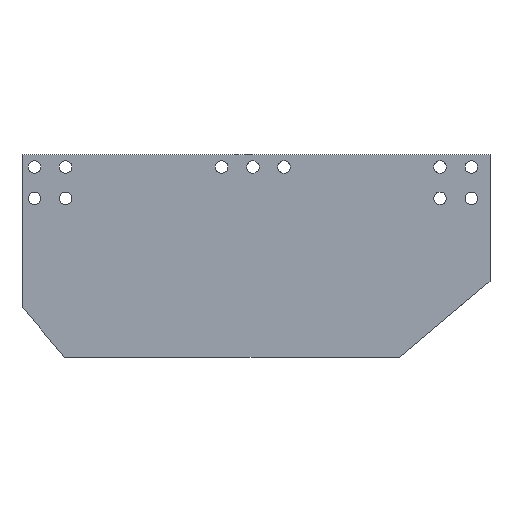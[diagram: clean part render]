
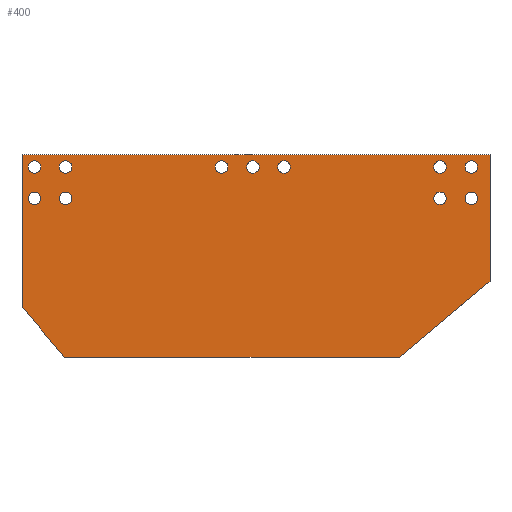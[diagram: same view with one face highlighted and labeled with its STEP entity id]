
A CAD part, top view. The second image highlights one B-rep face of the part: STEP entity #400.
In plain terms, the highlighted planar face has unit normal (0, 0, 1).
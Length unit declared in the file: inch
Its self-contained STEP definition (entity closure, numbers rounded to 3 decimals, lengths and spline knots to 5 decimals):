
#15=FACE_BOUND('',#82,.T.);
#16=FACE_BOUND('',#83,.T.);
#17=FACE_BOUND('',#84,.T.);
#18=FACE_BOUND('',#85,.T.);
#19=FACE_BOUND('',#86,.T.);
#20=FACE_BOUND('',#87,.T.);
#21=FACE_BOUND('',#88,.T.);
#22=FACE_BOUND('',#89,.T.);
#23=FACE_BOUND('',#90,.T.);
#24=FACE_BOUND('',#91,.T.);
#25=FACE_BOUND('',#92,.T.);
#43=PLANE('',#463);
#62=FACE_OUTER_BOUND('',#81,.T.);
#81=EDGE_LOOP('',(#338,#339,#340,#341,#342,#343));
#82=EDGE_LOOP('',(#344));
#83=EDGE_LOOP('',(#345));
#84=EDGE_LOOP('',(#346));
#85=EDGE_LOOP('',(#347));
#86=EDGE_LOOP('',(#348));
#87=EDGE_LOOP('',(#349));
#88=EDGE_LOOP('',(#350));
#89=EDGE_LOOP('',(#351));
#90=EDGE_LOOP('',(#352));
#91=EDGE_LOOP('',(#353));
#92=EDGE_LOOP('',(#354));
#118=LINE('',#652,#147);
#121=LINE('',#658,#150);
#124=LINE('',#664,#153);
#127=LINE('',#670,#156);
#130=LINE('',#676,#159);
#133=LINE('',#680,#162);
#147=VECTOR('',#548,0.3937);
#150=VECTOR('',#553,0.3937);
#153=VECTOR('',#558,0.3937);
#156=VECTOR('',#563,0.3937);
#159=VECTOR('',#568,0.3937);
#162=VECTOR('',#573,0.3937);
#163=CIRCLE('',#425,0.1);
#165=CIRCLE('',#428,0.1);
#167=CIRCLE('',#431,0.1);
#169=CIRCLE('',#434,0.1);
#171=CIRCLE('',#437,0.1);
#173=CIRCLE('',#440,0.1);
#175=CIRCLE('',#443,0.1);
#177=CIRCLE('',#446,0.1);
#179=CIRCLE('',#449,0.1);
#181=CIRCLE('',#452,0.1);
#183=CIRCLE('',#455,0.1);
#185=VERTEX_POINT('',#580);
#187=VERTEX_POINT('',#586);
#189=VERTEX_POINT('',#592);
#191=VERTEX_POINT('',#598);
#193=VERTEX_POINT('',#604);
#195=VERTEX_POINT('',#610);
#197=VERTEX_POINT('',#616);
#199=VERTEX_POINT('',#622);
#201=VERTEX_POINT('',#628);
#203=VERTEX_POINT('',#634);
#205=VERTEX_POINT('',#640);
#209=VERTEX_POINT('',#649);
#210=VERTEX_POINT('',#651);
#212=VERTEX_POINT('',#657);
#214=VERTEX_POINT('',#663);
#216=VERTEX_POINT('',#669);
#218=VERTEX_POINT('',#675);
#219=EDGE_CURVE('',#185,#185,#163,.T.);
#222=EDGE_CURVE('',#187,#187,#165,.T.);
#225=EDGE_CURVE('',#189,#189,#167,.T.);
#228=EDGE_CURVE('',#191,#191,#169,.T.);
#231=EDGE_CURVE('',#193,#193,#171,.T.);
#234=EDGE_CURVE('',#195,#195,#173,.T.);
#237=EDGE_CURVE('',#197,#197,#175,.T.);
#240=EDGE_CURVE('',#199,#199,#177,.T.);
#243=EDGE_CURVE('',#201,#201,#179,.T.);
#246=EDGE_CURVE('',#203,#203,#181,.T.);
#249=EDGE_CURVE('',#205,#205,#183,.T.);
#254=EDGE_CURVE('',#210,#209,#118,.T.);
#257=EDGE_CURVE('',#212,#210,#121,.T.);
#260=EDGE_CURVE('',#214,#212,#124,.T.);
#263=EDGE_CURVE('',#216,#214,#127,.T.);
#266=EDGE_CURVE('',#218,#216,#130,.T.);
#269=EDGE_CURVE('',#209,#218,#133,.T.);
#338=ORIENTED_EDGE('',*,*,#269,.T.);
#339=ORIENTED_EDGE('',*,*,#266,.T.);
#340=ORIENTED_EDGE('',*,*,#263,.T.);
#341=ORIENTED_EDGE('',*,*,#260,.T.);
#342=ORIENTED_EDGE('',*,*,#257,.T.);
#343=ORIENTED_EDGE('',*,*,#254,.T.);
#344=ORIENTED_EDGE('',*,*,#219,.T.);
#345=ORIENTED_EDGE('',*,*,#222,.T.);
#346=ORIENTED_EDGE('',*,*,#225,.T.);
#347=ORIENTED_EDGE('',*,*,#228,.T.);
#348=ORIENTED_EDGE('',*,*,#231,.T.);
#349=ORIENTED_EDGE('',*,*,#234,.T.);
#350=ORIENTED_EDGE('',*,*,#237,.T.);
#351=ORIENTED_EDGE('',*,*,#240,.T.);
#352=ORIENTED_EDGE('',*,*,#243,.T.);
#353=ORIENTED_EDGE('',*,*,#246,.T.);
#354=ORIENTED_EDGE('',*,*,#249,.T.);
#400=ADVANCED_FACE('',(#62,#15,#16,#17,#18,#19,#20,#21,#22,#23,#24,#25),
#43,.T.);
#425=AXIS2_PLACEMENT_3D('',#581,#469,#470);
#428=AXIS2_PLACEMENT_3D('',#587,#476,#477);
#431=AXIS2_PLACEMENT_3D('',#593,#483,#484);
#434=AXIS2_PLACEMENT_3D('',#599,#490,#491);
#437=AXIS2_PLACEMENT_3D('',#605,#497,#498);
#440=AXIS2_PLACEMENT_3D('',#611,#504,#505);
#443=AXIS2_PLACEMENT_3D('',#617,#511,#512);
#446=AXIS2_PLACEMENT_3D('',#623,#518,#519);
#449=AXIS2_PLACEMENT_3D('',#629,#525,#526);
#452=AXIS2_PLACEMENT_3D('',#635,#532,#533);
#455=AXIS2_PLACEMENT_3D('',#641,#539,#540);
#463=AXIS2_PLACEMENT_3D('',#681,#574,#575);
#469=DIRECTION('center_axis',(0.,0.,-1.));
#470=DIRECTION('ref_axis',(1.,0.,0.));
#476=DIRECTION('center_axis',(0.,0.,-1.));
#477=DIRECTION('ref_axis',(1.,0.,0.));
#483=DIRECTION('center_axis',(0.,0.,-1.));
#484=DIRECTION('ref_axis',(1.,0.,0.));
#490=DIRECTION('center_axis',(0.,0.,-1.));
#491=DIRECTION('ref_axis',(1.,0.,0.));
#497=DIRECTION('center_axis',(0.,0.,-1.));
#498=DIRECTION('ref_axis',(1.,0.,0.));
#504=DIRECTION('center_axis',(0.,0.,-1.));
#505=DIRECTION('ref_axis',(1.,0.,0.));
#511=DIRECTION('center_axis',(0.,0.,-1.));
#512=DIRECTION('ref_axis',(1.,0.,0.));
#518=DIRECTION('center_axis',(0.,0.,-1.));
#519=DIRECTION('ref_axis',(1.,0.,0.));
#525=DIRECTION('center_axis',(0.,0.,-1.));
#526=DIRECTION('ref_axis',(1.,0.,0.));
#532=DIRECTION('center_axis',(0.,0.,-1.));
#533=DIRECTION('ref_axis',(1.,0.,0.));
#539=DIRECTION('center_axis',(0.,0.,-1.));
#540=DIRECTION('ref_axis',(1.,0.,0.));
#548=DIRECTION('',(-1.,0.,0.));
#553=DIRECTION('',(0.,1.,0.));
#558=DIRECTION('',(0.766,0.643,0.));
#563=DIRECTION('',(1.,0.,0.));
#568=DIRECTION('',(0.643,-0.766,0.));
#573=DIRECTION('',(0.,-1.,0.));
#574=DIRECTION('center_axis',(0.,0.,1.));
#575=DIRECTION('ref_axis',(1.,0.,0.));
#580=CARTESIAN_POINT('',(-3.95141,3.71819,0.0625));
#581=CARTESIAN_POINT('Origin',(-3.85141,3.71819,0.0625));
#586=CARTESIAN_POINT('',(2.04859,4.21819,0.0625));
#587=CARTESIAN_POINT('Origin',(2.14859,4.21819,0.0625));
#592=CARTESIAN_POINT('',(-0.45141,4.21819,0.0625));
#593=CARTESIAN_POINT('Origin',(-0.35141,4.21819,0.0625));
#598=CARTESIAN_POINT('',(2.54859,4.21819,0.0625));
#599=CARTESIAN_POINT('Origin',(2.64859,4.21819,0.0625));
#604=CARTESIAN_POINT('',(-4.45141,3.71819,0.0625));
#605=CARTESIAN_POINT('Origin',(-4.35141,3.71819,0.0625));
#610=CARTESIAN_POINT('',(-3.95141,4.21819,0.0625));
#611=CARTESIAN_POINT('Origin',(-3.85141,4.21819,0.0625));
#616=CARTESIAN_POINT('',(2.04859,3.71819,0.0625));
#617=CARTESIAN_POINT('Origin',(2.14859,3.71819,0.0625));
#622=CARTESIAN_POINT('',(-0.95141,4.21819,0.0625));
#623=CARTESIAN_POINT('Origin',(-0.85141,4.21819,0.0625));
#628=CARTESIAN_POINT('',(-1.45141,4.21819,0.0625));
#629=CARTESIAN_POINT('Origin',(-1.35141,4.21819,0.0625));
#634=CARTESIAN_POINT('',(2.54859,3.71819,0.0625));
#635=CARTESIAN_POINT('Origin',(2.64859,3.71819,0.0625));
#640=CARTESIAN_POINT('',(-4.45141,4.21819,0.0625));
#641=CARTESIAN_POINT('Origin',(-4.35141,4.21819,0.0625));
#649=CARTESIAN_POINT('',(-4.55137,4.41781,0.0625));
#651=CARTESIAN_POINT('',(2.94863,4.41781,0.0625));
#652=CARTESIAN_POINT('',(2.94863,4.41781,0.0625));
#657=CARTESIAN_POINT('',(2.94863,2.38677,0.0625));
#658=CARTESIAN_POINT('',(2.94863,1.16781,0.0625));
#663=CARTESIAN_POINT('',(1.49592,1.16781,0.0625));
#664=CARTESIAN_POINT('',(1.49592,1.16781,0.0625));
#669=CARTESIAN_POINT('',(-3.86926,1.16781,0.0625));
#670=CARTESIAN_POINT('',(-4.55137,1.16781,0.0625));
#675=CARTESIAN_POINT('',(-4.55137,1.98073,0.0625));
#676=CARTESIAN_POINT('',(-4.55137,1.98073,0.0625));
#680=CARTESIAN_POINT('',(-4.55137,4.41781,0.0625));
#681=CARTESIAN_POINT('Origin',(-0.80137,2.79281,0.0625));
